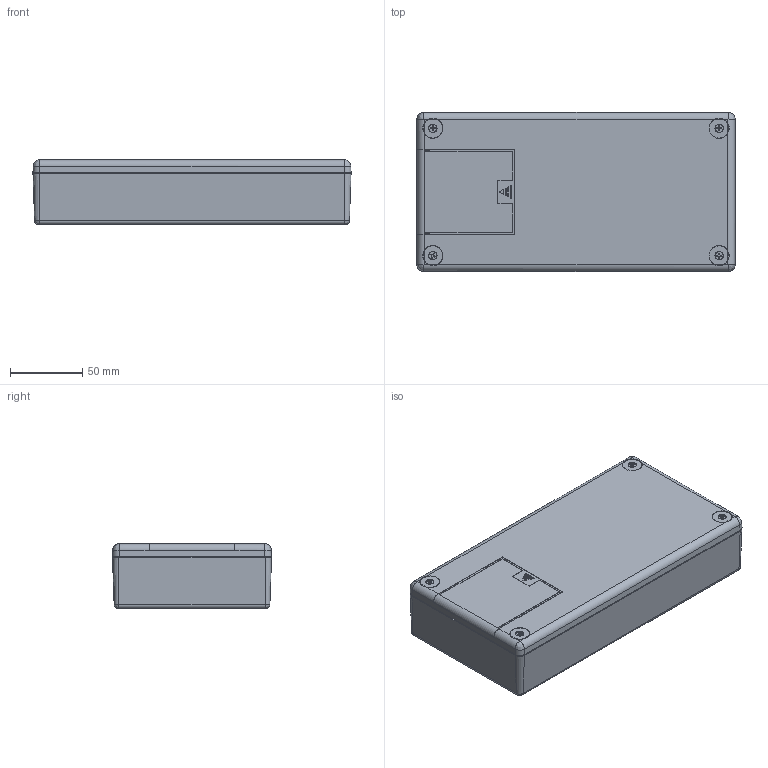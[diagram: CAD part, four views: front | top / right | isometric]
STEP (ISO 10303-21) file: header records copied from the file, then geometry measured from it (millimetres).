
FILE_DESCRIPTION(/* description */ (''),/* implementation_level */ '2;1');
FILE_NAME(/* name */ '1599HBAT.iam.stp',/* time_stamp */ '2017-11-14T08:59:57-05:00',/* author */ ('avernon'),/* organization */ (''),/* preprocessor_version */ 'ST-DEVELOPER v17',/* originating_system */ 'Autodesk Inventor 2018',/* authorisation */ '');
FILE_SCHEMA (('AUTOMOTIVE_DESIGN { 1 0 10303 214 3 1 1 }'));
Products named in the file (6): 1599EBAT; 1599H Lid; 1599 Bat Door Large; 1599H Box; SC500 (screw M3-0.5X 10mm FH); Insert
Assembly tree (11 placements, depth 2):
  1599EBAT
    1599H Lid
    1599 Bat Door Large
    1599H Box
    SC500 (screw M3-0.5X 10mm FH)  x4
    Insert  x4
Bounding box: 220 x 110 x 44.85 mm (x, y, z)
Volume: 204010.2 mm3; surface area: 164360.3 mm2
Topology: 11 solids, 11 shells, 2337 faces, 6258 edges, 4052 vertices
Faces by surface type: plane 1025, cylinder 735, bspline 513, cone 64
Full cylindrical faces by diameter (mm): 2.464 x4, 2.5 x10, 2.75 x10, 2.91 x4, 3.25 x4, 3.81 x12, 3.912 x4, 4 x4, 5.5 x8, 5.75 x4, 8 x4, 13.5 x4, 13.8 x4
Entity records: 61540 total; most frequent: CARTESIAN_POINT 16823, ORIENTED_EDGE 9712, DIRECTION 8610, EDGE_CURVE 4856, VERTEX_POINT 3116, AXIS2_PLACEMENT_3D 2891, LINE 2828, VECTOR 2828
